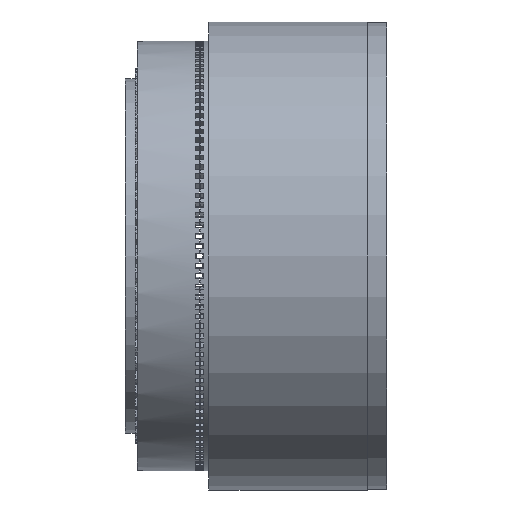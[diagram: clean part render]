
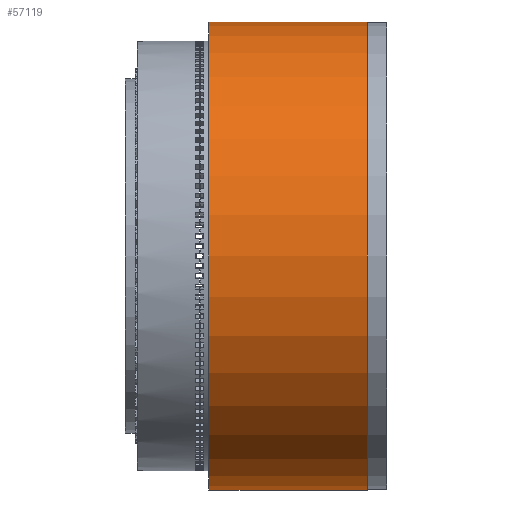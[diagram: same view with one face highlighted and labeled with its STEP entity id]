
A CAD part, front view. The second image highlights one B-rep face of the part: STEP entity #57119.
In plain terms, the highlighted cylindrical face has radius 96.52 mm (diameter 193.04 mm), a partial arc.
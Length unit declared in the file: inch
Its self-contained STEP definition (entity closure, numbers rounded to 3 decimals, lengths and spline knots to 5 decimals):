
#1078 = DIRECTION ( 'NONE',  ( 0., 0., 1. ) ) ;
#5849 = LINE ( 'NONE', #68653, #20509 ) ;
#10408 = CARTESIAN_POINT ( 'NONE',  ( 0., 0., -3.8 ) ) ;
#10441 = ORIENTED_EDGE ( 'NONE', *, *, #25680, .F. ) ;
#11083 = CIRCLE ( 'NONE', #69216, 3.8 ) ;
#14308 = VERTEX_POINT ( 'NONE', #16321 ) ;
#15220 = CARTESIAN_POINT ( 'NONE',  ( 2.575, 0., 3.8 ) ) ;
#16321 = CARTESIAN_POINT ( 'NONE',  ( 0., 0., 3.8 ) ) ;
#17528 = CARTESIAN_POINT ( 'NONE',  ( 2.575, 0., -3.8 ) ) ;
#18703 = EDGE_LOOP ( 'NONE', ( #51712, #50681, #24081, #10441 ) ) ;
#20509 = VECTOR ( 'NONE', #56281, 39.37008 ) ;
#24081 = ORIENTED_EDGE ( 'NONE', *, *, #24150, .T. ) ;
#24150 = EDGE_CURVE ( 'NONE', #62549, #14308, #65375, .T. ) ;
#24468 = CARTESIAN_POINT ( 'NONE',  ( -0.47931, 0., 3.8 ) ) ;
#25680 = EDGE_CURVE ( 'NONE', #38076, #14308, #11083, .T. ) ;
#26562 = CIRCLE ( 'NONE', #65789, 3.8 ) ;
#29479 = CARTESIAN_POINT ( 'NONE',  ( 0., 0., 0. ) ) ;
#31874 = VECTOR ( 'NONE', #68438, 39.37008 ) ;
#35746 = CARTESIAN_POINT ( 'NONE',  ( 2.575, 0., 0. ) ) ;
#35819 = DIRECTION ( 'NONE',  ( 0., 0., 1. ) ) ;
#36067 = FACE_OUTER_BOUND ( 'NONE', #18703, .T. ) ;
#38076 = VERTEX_POINT ( 'NONE', #10408 ) ;
#38605 = EDGE_CURVE ( 'NONE', #78689, #38076, #5849, .T. ) ;
#42078 = DIRECTION ( 'NONE',  ( 0., 0., 1. ) ) ;
#50681 = ORIENTED_EDGE ( 'NONE', *, *, #61009, .T. ) ;
#50816 = CYLINDRICAL_SURFACE ( 'NONE', #59789, 3.8 ) ;
#51712 = ORIENTED_EDGE ( 'NONE', *, *, #38605, .F. ) ;
#56281 = DIRECTION ( 'NONE',  ( -1., 0., 0. ) ) ;
#57119 = ADVANCED_FACE ( 'NONE', ( #36067 ), #50816, .T. ) ;
#59789 = AXIS2_PLACEMENT_3D ( 'NONE', #63875, #76420, #1078 ) ;
#61009 = EDGE_CURVE ( 'NONE', #78689, #62549, #26562, .T. ) ;
#62549 = VERTEX_POINT ( 'NONE', #15220 ) ;
#63875 = CARTESIAN_POINT ( 'NONE',  ( -0.47931, 0., 0. ) ) ;
#65375 = LINE ( 'NONE', #24468, #31874 ) ;
#65789 = AXIS2_PLACEMENT_3D ( 'NONE', #35746, #79585, #42078 ) ;
#68438 = DIRECTION ( 'NONE',  ( -1., 0., 0. ) ) ;
#68653 = CARTESIAN_POINT ( 'NONE',  ( -0.47931, 0., -3.8 ) ) ;
#69216 = AXIS2_PLACEMENT_3D ( 'NONE', #29479, #73407, #35819 ) ;
#73407 = DIRECTION ( 'NONE',  ( -1., 0., 0. ) ) ;
#76420 = DIRECTION ( 'NONE',  ( -1., 0., 0. ) ) ;
#78689 = VERTEX_POINT ( 'NONE', #17528 ) ;
#79585 = DIRECTION ( 'NONE',  ( -1., 0., 0. ) ) ;
